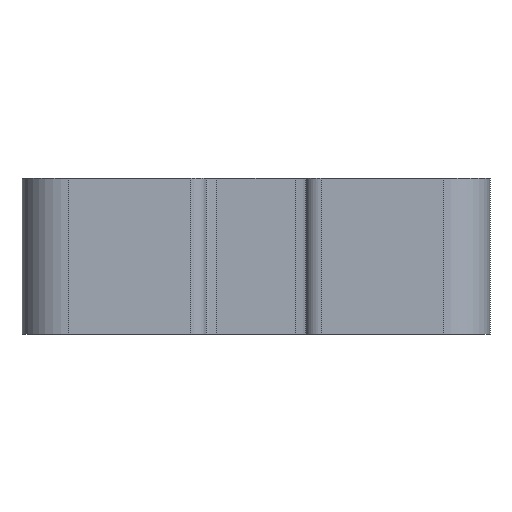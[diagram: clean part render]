
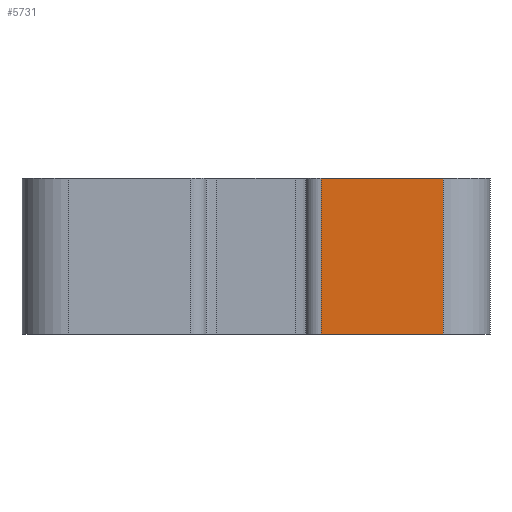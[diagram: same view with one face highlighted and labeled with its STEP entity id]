
A CAD part, left-side view. The second image highlights one B-rep face of the part: STEP entity #5731.
In plain terms, the highlighted planar face has unit normal (-1, 0, 0).
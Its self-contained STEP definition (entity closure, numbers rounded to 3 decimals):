
#5673=CARTESIAN_POINT('',(-19.175,3.,10.0));
#5674=VERTEX_POINT('',#5673);
#5682=CARTESIAN_POINT('',(-19.175,3.,0.0));
#5683=VERTEX_POINT('',#5682);
#5684=CARTESIAN_POINT('',(-19.175,3.,0.0));
#5685=DIRECTION('',(0.0,0.0,1.0));
#5686=VECTOR('',#5685,10.0);
#5687=LINE('',#5684,#5686);
#5688=EDGE_CURVE('',#5683,#5674,#5687,.T.);
#5701=CARTESIAN_POINT('',(-19.175,3.,0.0));
#5702=DIRECTION('',(-1.0,0.0,0.0));
#5703=DIRECTION('',(0.0,0.0,1.0));
#5704=AXIS2_PLACEMENT_3D('',#5701,#5702,#5703);
#5705=PLANE('',#5704);
#5706=CARTESIAN_POINT('',(-19.175,10.825,10.0));
#5707=VERTEX_POINT('',#5706);
#5708=CARTESIAN_POINT('',(-19.175,3.,10.0));
#5709=DIRECTION('',(0.0,1.0,0.0));
#5710=VECTOR('',#5709,7.825);
#5711=LINE('',#5708,#5710);
#5712=EDGE_CURVE('',#5674,#5707,#5711,.T.);
#5713=ORIENTED_EDGE('',*,*,#5712,.T.);
#5714=CARTESIAN_POINT('',(-19.175,10.825,0.0));
#5715=VERTEX_POINT('',#5714);
#5716=CARTESIAN_POINT('',(-19.175,10.825,0.0));
#5717=DIRECTION('',(0.0,0.0,1.0));
#5718=VECTOR('',#5717,10.0);
#5719=LINE('',#5716,#5718);
#5720=EDGE_CURVE('',#5715,#5707,#5719,.T.);
#5721=ORIENTED_EDGE('',*,*,#5720,.F.);
#5722=CARTESIAN_POINT('',(-19.175,10.825,0.0));
#5723=DIRECTION('',(0.0,-1.0,0.0));
#5724=VECTOR('',#5723,7.825);
#5725=LINE('',#5722,#5724);
#5726=EDGE_CURVE('',#5715,#5683,#5725,.T.);
#5727=ORIENTED_EDGE('',*,*,#5726,.T.);
#5728=ORIENTED_EDGE('',*,*,#5688,.T.);
#5729=EDGE_LOOP('',(#5713,#5721,#5727,#5728));
#5730=FACE_OUTER_BOUND('',#5729,.T.);
#5731=ADVANCED_FACE('',(#5730),#5705,.T.);
